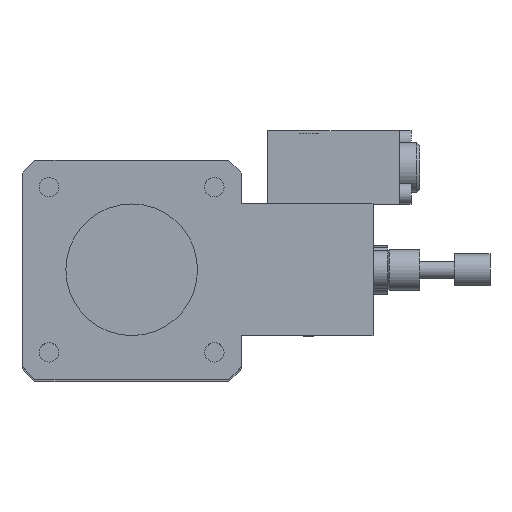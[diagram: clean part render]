
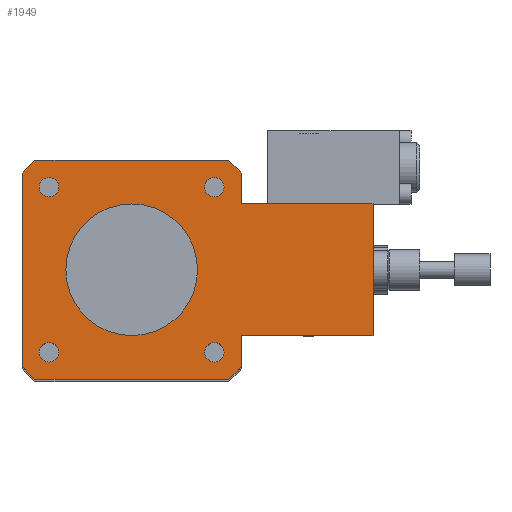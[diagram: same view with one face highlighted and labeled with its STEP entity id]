
A CAD part, top view. The second image highlights one B-rep face of the part: STEP entity #1949.
In plain terms, the highlighted planar face has unit normal (0, 0, 1).
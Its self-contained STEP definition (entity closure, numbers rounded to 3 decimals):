
#133=CARTESIAN_POINT('',(-28.25,24.927,446.0));
#134=VERTEX_POINT('',#133);
#135=CARTESIAN_POINT('',(-28.25,28.25,446.0));
#136=DIRECTION('',(0.0,0.0,-1.0));
#137=DIRECTION('',(0.0,-1.0,0.0));
#138=AXIS2_PLACEMENT_3D('',#135,#136,#137);
#139=CIRCLE('',#138,3.324);
#140=EDGE_CURVE('',#134,#134,#139,.T.);
#191=CARTESIAN_POINT('',(24.927,28.25,446.0));
#192=VERTEX_POINT('',#191);
#193=CARTESIAN_POINT('',(28.25,28.25,446.0));
#194=DIRECTION('',(0.0,0.0,-1.0));
#195=DIRECTION('',(-1.0,0.0,0.0));
#196=AXIS2_PLACEMENT_3D('',#193,#194,#195);
#197=CIRCLE('',#196,3.324);
#198=EDGE_CURVE('',#192,#192,#197,.T.);
#249=CARTESIAN_POINT('',(28.25,-24.927,446.0));
#250=VERTEX_POINT('',#249);
#251=CARTESIAN_POINT('',(28.25,-28.25,446.0));
#252=DIRECTION('',(0.0,0.0,-1.0));
#253=DIRECTION('',(0.0,1.0,0.0));
#254=AXIS2_PLACEMENT_3D('',#251,#252,#253);
#255=CIRCLE('',#254,3.324);
#256=EDGE_CURVE('',#250,#250,#255,.T.);
#307=CARTESIAN_POINT('',(-24.927,-28.25,446.0));
#308=VERTEX_POINT('',#307);
#309=CARTESIAN_POINT('',(-28.25,-28.25,446.0));
#310=DIRECTION('',(0.0,0.0,-1.0));
#311=DIRECTION('',(1.0,0.0,0.0));
#312=AXIS2_PLACEMENT_3D('',#309,#310,#311);
#313=CIRCLE('',#312,3.324);
#314=EDGE_CURVE('',#308,#308,#313,.T.);
#1247=CARTESIAN_POINT('',(82.5,22.5,446.0));
#1248=VERTEX_POINT('',#1247);
#1264=CARTESIAN_POINT('',(37.5,22.5,446.0));
#1265=VERTEX_POINT('',#1264);
#1272=CARTESIAN_POINT('',(37.5,22.5,446.0));
#1273=DIRECTION('',(1.0,0.0,0.0));
#1274=VECTOR('',#1273,45.);
#1275=LINE('',#1272,#1274);
#1276=EDGE_CURVE('',#1265,#1248,#1275,.T.);
#1316=CARTESIAN_POINT('',(82.5,-22.5,446.0));
#1317=VERTEX_POINT('',#1316);
#1324=CARTESIAN_POINT('',(37.5,-22.5,446.0));
#1325=VERTEX_POINT('',#1324);
#1326=CARTESIAN_POINT('',(37.5,-22.5,446.0));
#1327=DIRECTION('',(1.0,0.0,0.0));
#1328=VECTOR('',#1327,45.);
#1329=LINE('',#1326,#1328);
#1330=EDGE_CURVE('',#1325,#1317,#1329,.T.);
#1349=CARTESIAN_POINT('',(82.5,-22.5,446.0));
#1350=DIRECTION('',(0.0,1.0,0.0));
#1351=VECTOR('',#1350,45.0);
#1352=LINE('',#1349,#1351);
#1353=EDGE_CURVE('',#1317,#1248,#1352,.T.);
#1390=CARTESIAN_POINT('',(-22.5,0.0,446.0));
#1391=VERTEX_POINT('',#1390);
#1392=CARTESIAN_POINT('',(0.0,0.0,446.0));
#1393=DIRECTION('',(0.0,0.0,-1.0));
#1394=DIRECTION('',(-1.0,0.0,0.0));
#1395=AXIS2_PLACEMENT_3D('',#1392,#1393,#1394);
#1396=CIRCLE('',#1395,22.5);
#1397=EDGE_CURVE('',#1391,#1391,#1396,.T.);
#1712=CARTESIAN_POINT('',(33.072,37.5,446.0));
#1713=VERTEX_POINT('',#1712);
#1714=CARTESIAN_POINT('',(37.5,33.072,446.0));
#1715=VERTEX_POINT('',#1714);
#1716=CARTESIAN_POINT('',(0.,0.,446.0));
#1717=DIRECTION('',(0.,0.,-1.0));
#1718=DIRECTION('',(-0.75,-0.661,0.));
#1719=AXIS2_PLACEMENT_3D('',#1716,#1717,#1718);
#1720=CIRCLE('',#1719,50.0);
#1721=EDGE_CURVE('',#1713,#1715,#1720,.T.);
#1745=CARTESIAN_POINT('',(37.5,-33.072,446.0));
#1746=VERTEX_POINT('',#1745);
#1747=CARTESIAN_POINT('',(37.5,-22.5,446.0));
#1748=DIRECTION('',(0.0,-1.0,0.0));
#1749=VECTOR('',#1748,10.572);
#1750=LINE('',#1747,#1749);
#1751=EDGE_CURVE('',#1325,#1746,#1750,.T.);
#1761=CARTESIAN_POINT('',(37.5,33.072,446.0));
#1762=DIRECTION('',(0.0,-1.0,0.0));
#1763=VECTOR('',#1762,10.572);
#1764=LINE('',#1761,#1763);
#1765=EDGE_CURVE('',#1715,#1265,#1764,.T.);
#1777=CARTESIAN_POINT('',(33.072,-37.5,446.0));
#1778=VERTEX_POINT('',#1777);
#1779=CARTESIAN_POINT('',(0.,0.,446.0));
#1780=DIRECTION('',(0.,0.,-1.));
#1781=DIRECTION('',(-0.661,0.75,0.));
#1782=AXIS2_PLACEMENT_3D('',#1779,#1780,#1781);
#1783=CIRCLE('',#1782,50.);
#1784=EDGE_CURVE('',#1746,#1778,#1783,.T.);
#1802=CARTESIAN_POINT('',(-33.072,-37.5,446.0));
#1803=VERTEX_POINT('',#1802);
#1804=CARTESIAN_POINT('',(33.072,-37.5,446.0));
#1805=DIRECTION('',(-1.0,0.0,0.0));
#1806=VECTOR('',#1805,66.144);
#1807=LINE('',#1804,#1806);
#1808=EDGE_CURVE('',#1778,#1803,#1807,.T.);
#1829=CARTESIAN_POINT('',(-37.5,-33.072,446.0));
#1830=VERTEX_POINT('',#1829);
#1831=CARTESIAN_POINT('',(0.,0.,446.0));
#1832=DIRECTION('',(0.,0.,-1.0));
#1833=DIRECTION('',(0.75,0.661,0.));
#1834=AXIS2_PLACEMENT_3D('',#1831,#1832,#1833);
#1835=CIRCLE('',#1834,50.);
#1836=EDGE_CURVE('',#1803,#1830,#1835,.T.);
#1854=CARTESIAN_POINT('',(-37.5,33.072,446.0));
#1855=VERTEX_POINT('',#1854);
#1856=CARTESIAN_POINT('',(-37.5,-33.072,446.0));
#1857=DIRECTION('',(0.0,1.0,0.0));
#1858=VECTOR('',#1857,66.144);
#1859=LINE('',#1856,#1858);
#1860=EDGE_CURVE('',#1830,#1855,#1859,.T.);
#1878=CARTESIAN_POINT('',(-33.072,37.5,446.0));
#1879=VERTEX_POINT('',#1878);
#1880=CARTESIAN_POINT('',(0.,0.,446.0));
#1881=DIRECTION('',(0.,0.,-1.));
#1882=DIRECTION('',(0.661,-0.75,0.));
#1883=AXIS2_PLACEMENT_3D('',#1880,#1881,#1882);
#1884=CIRCLE('',#1883,50.0);
#1885=EDGE_CURVE('',#1855,#1879,#1884,.T.);
#1903=CARTESIAN_POINT('',(-33.072,37.5,446.0));
#1904=DIRECTION('',(1.0,0.0,0.0));
#1905=VECTOR('',#1904,66.144);
#1906=LINE('',#1903,#1905);
#1907=EDGE_CURVE('',#1879,#1713,#1906,.T.);
#1915=CARTESIAN_POINT('',(0.,0.,446.0));
#1916=DIRECTION('',(0.0,0.0,1.0));
#1917=DIRECTION('',(1.0,0.0,0.0));
#1918=AXIS2_PLACEMENT_3D('',#1915,#1916,#1917);
#1919=PLANE('',#1918);
#1920=ORIENTED_EDGE('',*,*,#1721,.F.);
#1921=ORIENTED_EDGE('',*,*,#1907,.F.);
#1922=ORIENTED_EDGE('',*,*,#1885,.F.);
#1923=ORIENTED_EDGE('',*,*,#1860,.F.);
#1924=ORIENTED_EDGE('',*,*,#1836,.F.);
#1925=ORIENTED_EDGE('',*,*,#1808,.F.);
#1926=ORIENTED_EDGE('',*,*,#1784,.F.);
#1927=ORIENTED_EDGE('',*,*,#1751,.F.);
#1928=ORIENTED_EDGE('',*,*,#1330,.T.);
#1929=ORIENTED_EDGE('',*,*,#1353,.T.);
#1930=ORIENTED_EDGE('',*,*,#1276,.F.);
#1931=ORIENTED_EDGE('',*,*,#1765,.F.);
#1932=EDGE_LOOP('',(#1920,#1921,#1922,#1923,#1924,#1925,#1926,#1927,#1928,#1929,#1930,#1931));
#1933=FACE_OUTER_BOUND('',#1932,.T.);
#1934=ORIENTED_EDGE('',*,*,#140,.T.);
#1935=EDGE_LOOP('',(#1934));
#1936=FACE_BOUND('',#1935,.T.);
#1937=ORIENTED_EDGE('',*,*,#198,.T.);
#1938=EDGE_LOOP('',(#1937));
#1939=FACE_BOUND('',#1938,.T.);
#1940=ORIENTED_EDGE('',*,*,#256,.T.);
#1941=EDGE_LOOP('',(#1940));
#1942=FACE_BOUND('',#1941,.T.);
#1943=ORIENTED_EDGE('',*,*,#314,.T.);
#1944=EDGE_LOOP('',(#1943));
#1945=FACE_BOUND('',#1944,.T.);
#1946=ORIENTED_EDGE('',*,*,#1397,.T.);
#1947=EDGE_LOOP('',(#1946));
#1948=FACE_BOUND('',#1947,.T.);
#1949=ADVANCED_FACE('',(#1933,#1936,#1939,#1942,#1945,#1948),#1919,.T.);
